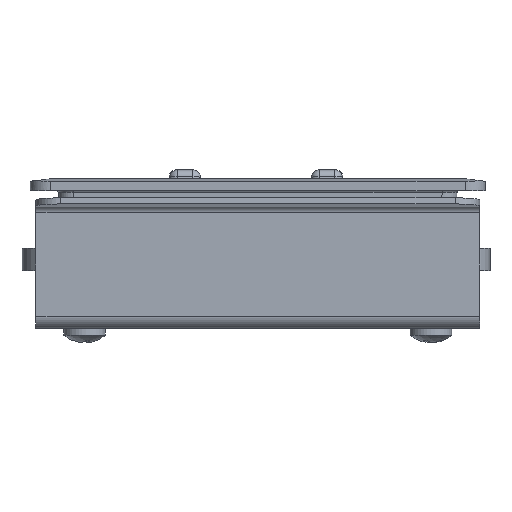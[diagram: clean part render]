
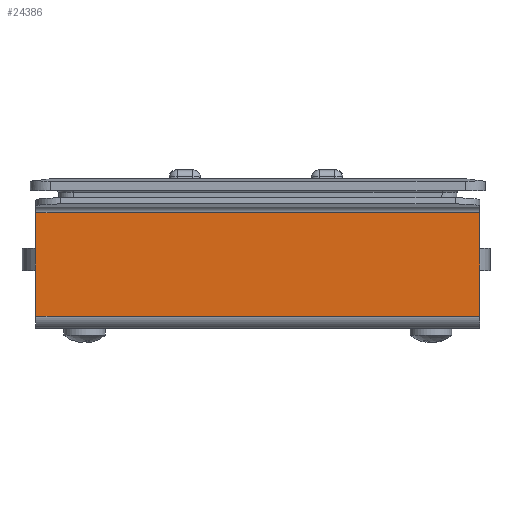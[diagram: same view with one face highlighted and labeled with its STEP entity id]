
A CAD part, front view. The second image highlights one B-rep face of the part: STEP entity #24386.
In plain terms, the highlighted planar face has unit normal (0, -1, 0).
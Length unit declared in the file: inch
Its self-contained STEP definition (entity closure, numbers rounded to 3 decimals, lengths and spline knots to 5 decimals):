
#23614=CARTESIAN_POINT('',(-1.707,-0.718,-0.966));
#23615=VERTEX_POINT('',#23614);
#23623=CARTESIAN_POINT('',(-1.707,-0.718,-0.17));
#23624=VERTEX_POINT('',#23623);
#23625=CARTESIAN_POINT('',(-1.707,-0.718,-0.966));
#23626=DIRECTION('',(0.0,0.0,1.0));
#23627=VECTOR('',#23626,0.796);
#23628=LINE('',#23625,#23627);
#23629=EDGE_CURVE('',#23615,#23624,#23628,.T.);
#23930=CARTESIAN_POINT('',(1.707,-0.718,-0.17));
#23931=VERTEX_POINT('',#23930);
#23939=CARTESIAN_POINT('',(1.707,-0.718,-0.966));
#23940=VERTEX_POINT('',#23939);
#23941=CARTESIAN_POINT('',(1.707,-0.718,-0.17));
#23942=DIRECTION('',(0.0,0.0,-1.0));
#23943=VECTOR('',#23942,0.796);
#23944=LINE('',#23941,#23943);
#23945=EDGE_CURVE('',#23931,#23940,#23944,.T.);
#24361=CARTESIAN_POINT('',(1.707,-0.718,-0.966));
#24362=DIRECTION('',(-1.0,0.0,0.0));
#24363=VECTOR('',#24362,3.414);
#24364=LINE('',#24361,#24363);
#24365=EDGE_CURVE('',#23940,#23615,#24364,.T.);
#24370=CARTESIAN_POINT('',(0.,-0.718,-0.966));
#24371=DIRECTION('',(0.0,1.0,0.0));
#24372=DIRECTION('',(-1.0,0.0,0.0));
#24373=AXIS2_PLACEMENT_3D('',#24370,#24371,#24372);
#24374=PLANE('',#24373);
#24375=ORIENTED_EDGE('',*,*,#23629,.F.);
#24376=ORIENTED_EDGE('',*,*,#24365,.F.);
#24377=ORIENTED_EDGE('',*,*,#23945,.F.);
#24378=CARTESIAN_POINT('',(1.707,-0.718,-0.17));
#24379=DIRECTION('',(-1.0,0.0,0.0));
#24380=VECTOR('',#24379,3.414);
#24381=LINE('',#24378,#24380);
#24382=EDGE_CURVE('',#23931,#23624,#24381,.T.);
#24383=ORIENTED_EDGE('',*,*,#24382,.T.);
#24384=EDGE_LOOP('',(#24375,#24376,#24377,#24383));
#24385=FACE_OUTER_BOUND('',#24384,.T.);
#24386=ADVANCED_FACE('',(#24385),#24374,.F.);
